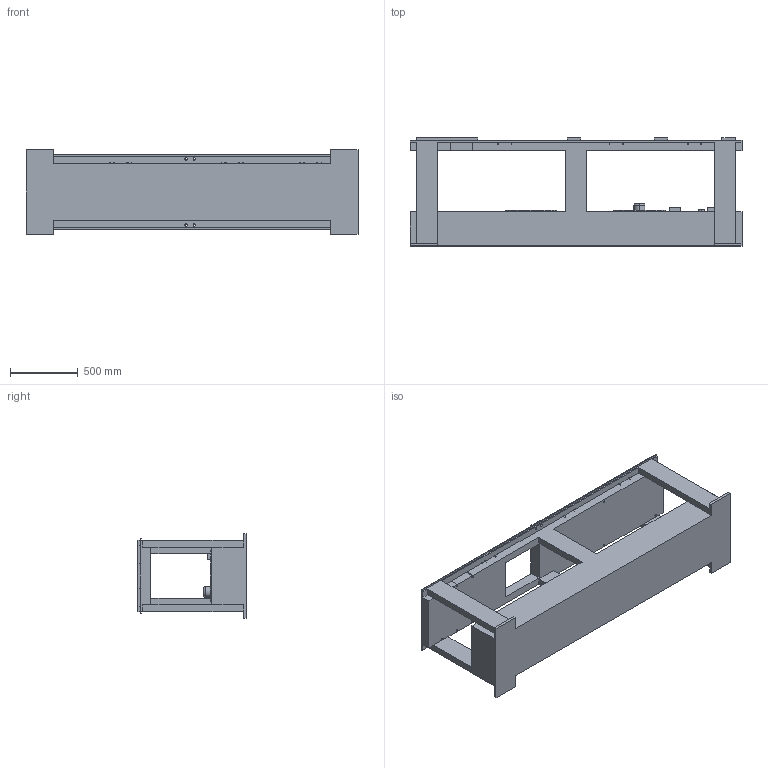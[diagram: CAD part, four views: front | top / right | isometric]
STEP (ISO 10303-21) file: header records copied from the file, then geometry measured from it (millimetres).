
FILE_DESCRIPTION (( 'STEP AP214' ), '1' );
FILE_NAME ('Estrutura Principal.STEP', '2021-09-09T22:46:32', ( '' ), ( '' ), 'SwSTEP 2.0', 'SolidWorks 2021', '' );
FILE_SCHEMA (( 'AUTOMOTIVE_DESIGN' ));
Length unit declared in the file: millimetre
Products named in the file (1): Estrutura Principal
Bounding box: 2450 x 797 x 625 mm (x, y, z)
Volume: 377406915 mm3; surface area: 8084457.1 mm2
Topology: 1 solids, 1 shells, 253 faces, 694 edges, 435 vertices
Faces by surface type: plane 123, cylinder 102, cone 26, torus 2
Entity records: 8722 total; most frequent: DIRECTION 1396, CARTESIAN_POINT 1357, ORIENTED_EDGE 1336, EDGE_CURVE 668, AXIS2_PLACEMENT_3D 474, VECTOR 448, LINE 448, VERTEX_POINT 435
